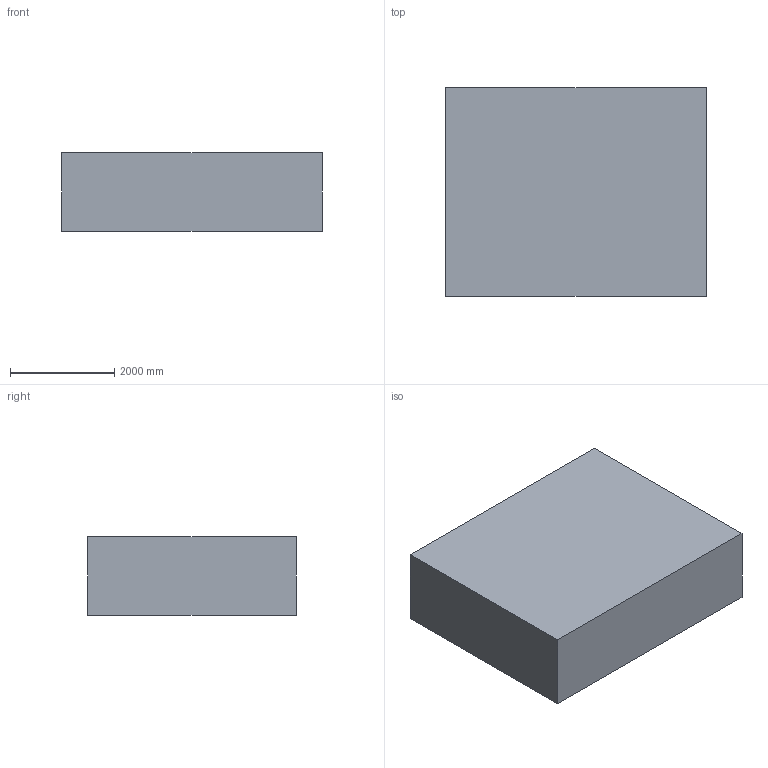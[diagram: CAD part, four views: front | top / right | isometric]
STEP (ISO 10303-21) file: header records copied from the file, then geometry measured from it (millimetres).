
FILE_DESCRIPTION(('CATIA V5 STEP Exchange'),'2;1');
FILE_NAME('Rear Wing.stp','2019-11-05T15:32:04+00:00',('none'),('none'),'CATIA Version 5 Release 17 (IN-10)','CATIA V5 STEP AP203','none');
FILE_SCHEMA(('CONFIG_CONTROL_DESIGN'));
Length unit declared in the file: millimetre
Products named in the file (1): Rear Wing
Assembly tree (7 placements, depth 2):
  Rear Wing
    #56
    #297
    #2460
    #4636
    #4877
    #7053
    #9216
Bounding box: 5000 x 4000 x 1500 mm (x, y, z)
Volume: 30007709822.3 mm3; surface area: 68519121.2 mm2
Topology: 7 solids, 7 shells, 56 faces, 122 edges, 80 vertices
Faces by surface type: plane 34, cylinder 16, bspline 6
Entity records: 9368 total; most frequent: CARTESIAN_POINT 8010, ORIENTED_EDGE 244, DIRECTION 216, EDGE_CURVE 122, AXIS2_PLACEMENT_3D 88, VERTEX_POINT 80, VECTOR 72, EDGE_LOOP 72
